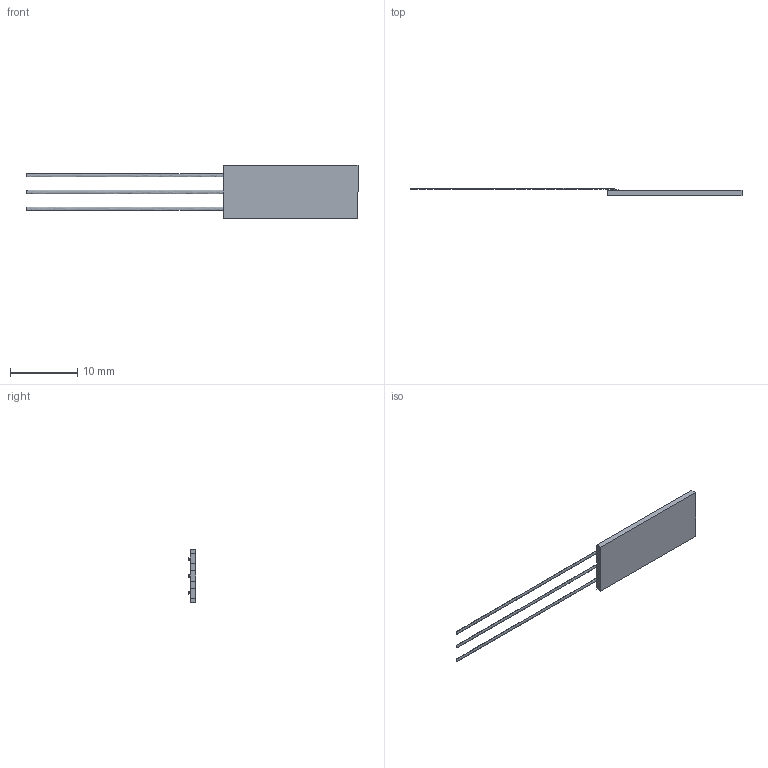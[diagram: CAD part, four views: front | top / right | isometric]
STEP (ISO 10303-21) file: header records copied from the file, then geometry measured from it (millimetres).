
FILE_DESCRIPTION (( 'STEP AP214' ), '1' );
FILE_NAME ('CTN014139.STEP', '2019-06-24T05:05:55', ( '' ), ( '' ), 'SwSTEP 2.0', 'SolidWorks 2018', '' );
FILE_SCHEMA (( 'AUTOMOTIVE_DESIGN' ));
Length unit declared in the file: millimetre
Products named in the file (1): CTN014139
Bounding box: 49.42 x 1.16 x 8 mm (x, y, z)
Volume: 133.7 mm3; surface area: 466.8 mm2
Topology: 1 solids, 1 shells, 62 faces, 153 edges, 100 vertices
Faces by surface type: plane 44, bspline 12, cylinder 6
Entity records: 2455 total; most frequent: CARTESIAN_POINT 766, ORIENTED_EDGE 306, DIRECTION 261, EDGE_CURVE 153, VECTOR 111, LINE 111, VERTEX_POINT 100, AXIS2_PLACEMENT_3D 75
